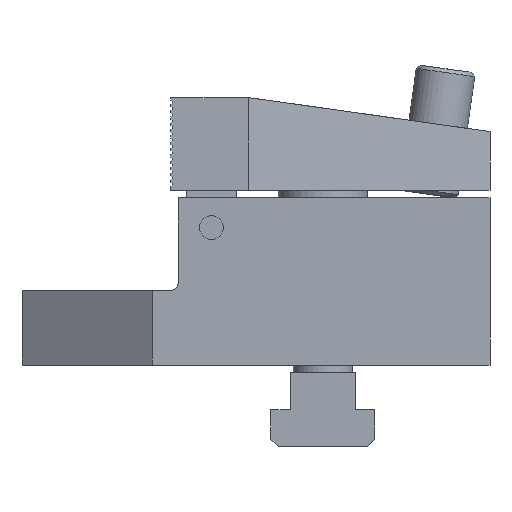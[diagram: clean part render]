
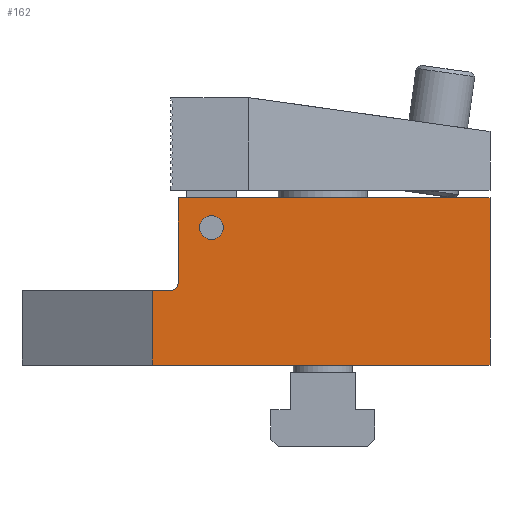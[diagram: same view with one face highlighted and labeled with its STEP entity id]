
A CAD part, front view. The second image highlights one B-rep face of the part: STEP entity #162.
In plain terms, the highlighted planar face has unit normal (0, -1, 0).
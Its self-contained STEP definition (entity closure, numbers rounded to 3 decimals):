
#162=ADVANCED_FACE('',(#357,#358),#359,.T.);
#357=FACE_BOUND('',#714,.T.);
#358=FACE_OUTER_BOUND('',#715,.T.);
#359=PLANE('',#716);
#714=EDGE_LOOP('',(#1191,#1192));
#715=EDGE_LOOP('',(#1193,#1194,#1195,#1196,#1197,#1198,#1199,#1200));
#716=AXIS2_PLACEMENT_3D('',#1201,#1202,#1203);
#1191=ORIENTED_EDGE('',*,*,#2462,.T.);
#1192=ORIENTED_EDGE('',*,*,#2403,.T.);
#1193=ORIENTED_EDGE('',*,*,#2458,.T.);
#1194=ORIENTED_EDGE('',*,*,#2436,.F.);
#1195=ORIENTED_EDGE('',*,*,#2463,.T.);
#1196=ORIENTED_EDGE('',*,*,#2464,.T.);
#1197=ORIENTED_EDGE('',*,*,#2448,.F.);
#1198=ORIENTED_EDGE('',*,*,#2405,.F.);
#1199=ORIENTED_EDGE('',*,*,#2447,.F.);
#1200=ORIENTED_EDGE('',*,*,#2445,.F.);
#1201=CARTESIAN_POINT('',(45.0,-34.0,0.0));
#1202=DIRECTION('',(0.0,-1.0,0.0));
#1203=DIRECTION('',(0.0,0.0,-1.0));
#2403=EDGE_CURVE('',#2839,#2843,#2845,.T.);
#2405=EDGE_CURVE('',#2846,#2849,#2850,.T.);
#2436=EDGE_CURVE('',#2900,#2902,#2903,.T.);
#2445=EDGE_CURVE('',#2917,#2909,#2919,.T.);
#2447=EDGE_CURVE('',#2909,#2846,#2921,.T.);
#2448=EDGE_CURVE('',#2849,#2922,#2923,.T.);
#2458=EDGE_CURVE('',#2917,#2902,#2938,.T.);
#2462=EDGE_CURVE('',#2843,#2839,#2943,.T.);
#2463=EDGE_CURVE('',#2900,#2944,#2945,.T.);
#2464=EDGE_CURVE('',#2944,#2922,#2946,.T.);
#2839=VERTEX_POINT('',#3558);
#2843=VERTEX_POINT('',#3563);
#2845=CIRCLE('',#3566,3.2);
#2846=VERTEX_POINT('',#3567);
#2849=VERTEX_POINT('',#3571);
#2850=CIRCLE('',#3572,2.0);
#2900=VERTEX_POINT('',#3635);
#2902=VERTEX_POINT('',#3638);
#2903=LINE('',#3639,#3640);
#2909=VERTEX_POINT('',#3648);
#2917=VERTEX_POINT('',#3660);
#2919=LINE('',#3663,#3664);
#2921=CIRCLE('',#3666,2.0);
#2922=VERTEX_POINT('',#3667);
#2923=LINE('',#3668,#3669);
#2938=LINE('',#3693,#3694);
#2943=CIRCLE('',#3701,3.2);
#2944=VERTEX_POINT('',#3702);
#2945=LINE('',#3703,#3704);
#2946=LINE('',#3705,#3706);
#3558=CARTESIAN_POINT('',(-26.8,-34.0,12.0));
#3563=CARTESIAN_POINT('',(-33.2,-34.0,12.0));
#3566=AXIS2_PLACEMENT_3D('',#4700,#4701,#4702);
#3567=CARTESIAN_POINT('',(-39.586,-34.0,-4.414));
#3571=CARTESIAN_POINT('',(-39.0,-34.0,-3.));
#3572=AXIS2_PLACEMENT_3D('',#4704,#4705,#4706);
#3635=CARTESIAN_POINT('',(45.0,-34.0,-25.));
#3638=CARTESIAN_POINT('',(-45.868,-34.0,-25.0));
#3639=CARTESIAN_POINT('',(-49.5,-34.0,-25.0));
#3640=VECTOR('',#4769,10.0);
#3648=CARTESIAN_POINT('',(-41.0,-34.0,-5.));
#3660=CARTESIAN_POINT('',(-45.868,-34.0,-5.));
#3663=CARTESIAN_POINT('',(-28.5,-34.0,-5.));
#3664=VECTOR('',#4780,10.0);
#3666=AXIS2_PLACEMENT_3D('',#4784,#4785,#4786);
#3667=CARTESIAN_POINT('',(-39.0,-34.0,20.0));
#3668=CARTESIAN_POINT('',(-39.0,-34.0,0.0));
#3669=VECTOR('',#4787,20.0);
#3693=CARTESIAN_POINT('',(-45.868,-34.0,-12.5));
#3694=VECTOR('',#4797,10.0);
#3701=AXIS2_PLACEMENT_3D('',#4803,#4804,#4805);
#3702=CARTESIAN_POINT('',(45.0,-34.0,20.0));
#3703=CARTESIAN_POINT('',(45.0,-34.0,0.0));
#3704=VECTOR('',#4806,20.0);
#3705=CARTESIAN_POINT('',(45.0,-34.0,20.0));
#3706=VECTOR('',#4807,84.0);
#4700=CARTESIAN_POINT('',(-30.0,-34.0,12.0));
#4701=DIRECTION('',(-0.0,1.0,0.0));
#4702=DIRECTION('',(1.0,0.0,0.0));
#4704=CARTESIAN_POINT('',(-41.0,-34.0,-3.));
#4705=DIRECTION('',(0.0,-1.0,0.0));
#4706=DIRECTION('',(0.707,0.0,-0.707));
#4769=DIRECTION('',(-1.0,0.0,0.));
#4780=DIRECTION('',(1.0,0.0,0.));
#4784=CARTESIAN_POINT('',(-41.0,-34.0,-3.));
#4785=DIRECTION('',(0.0,-1.0,0.0));
#4786=DIRECTION('',(0.707,0.0,-0.707));
#4787=DIRECTION('',(0.0,0.0,1.0));
#4797=DIRECTION('',(0.,-0.0,-1.0));
#4803=CARTESIAN_POINT('',(-30.0,-34.0,12.0));
#4804=DIRECTION('',(-0.0,1.0,0.0));
#4805=DIRECTION('',(1.0,0.0,0.0));
#4806=DIRECTION('',(0.0,0.0,1.0));
#4807=DIRECTION('',(-1.0,0.0,0.0));
